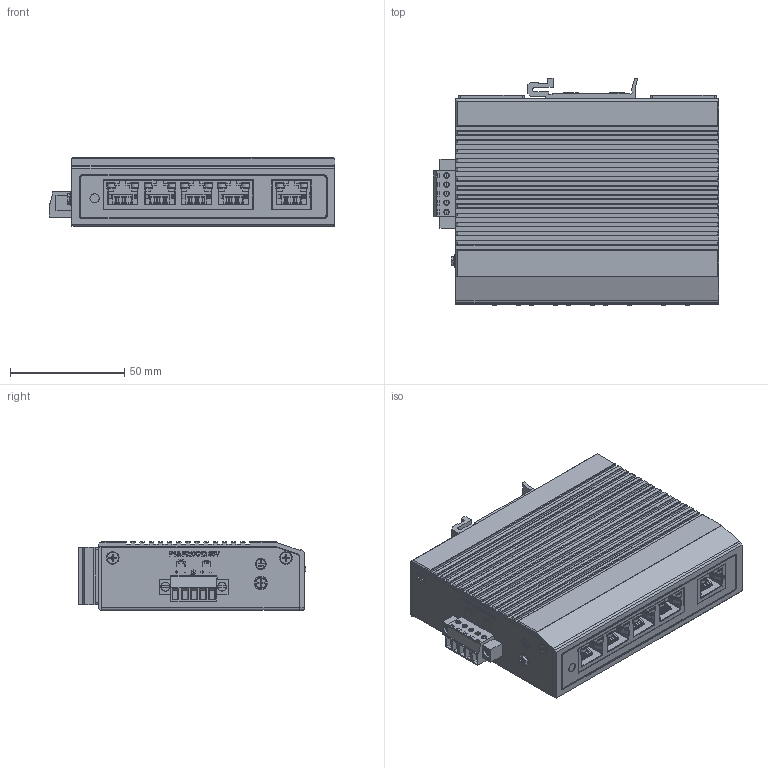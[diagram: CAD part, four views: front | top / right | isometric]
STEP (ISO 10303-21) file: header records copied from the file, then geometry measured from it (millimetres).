
FILE_DESCRIPTION((''),'2;1');
FILE_NAME('5K-2_ASM','2023-05-07T',('Administrator'),(''),'PRO/ENGINEER BY PARAMETRIC TECHNOLOGY CORPORATION, 2011310','PRO/ENGINEER BY PARAMETRIC TECHNOLOGY CORPORATION, 2011310','');
FILE_SCHEMA(('CONFIG_CONTROL_DESIGN'));
Products named in the file (38): PRT0164; PRT0165; PRT0166; PRT0167; PRT0168; PRT0169; PRT0170; PRT0171; PRT0172; PRT0173; PRT0174; PRT0175; PRT0176; PRT0177; PRT0178; PRT0179; PRT0180; PRT0181; PRT0182; PRT0183; PRT0184; PRT0185; PRT0186; PRT0187; PRT0188; PRT0189; PRT0190; PRT0191; PRT0192; PRT0193; PRT0194; PRT0195; PRT0196; PRT0197; PRT0198; PRT0199; PRT0200; 5K-2_ASM
Assembly tree (37 placements, depth 2):
  5K-2_ASM
    PRT0164
    PRT0165
    PRT0166
    PRT0167
    PRT0168
    PRT0169
    PRT0170
    PRT0171
    PRT0172
    PRT0173
    PRT0174
    PRT0175
    PRT0176
    PRT0177
    PRT0178
    PRT0179
    PRT0180
    PRT0181
    PRT0182
    PRT0183
    PRT0184
    PRT0185
    PRT0186
    PRT0187
    PRT0188
    PRT0189
    PRT0190
    PRT0191
    PRT0192
    PRT0193
    PRT0194
    PRT0195
    PRT0196
    PRT0197
    PRT0198
    PRT0199
    PRT0200
Bounding box: 125.09 x 99.58 x 30 mm (x, y, z)
Volume: 77991.8 mm3; surface area: 91427 mm2
Topology: 37 solids, 37 shells, 2355 faces, 6486 edges, 4335 vertices
Faces by surface type: plane 1815, cylinder 368, cone 82, torus 48, bspline 40, extrusion 2
Entity records: 76993 total; most frequent: CARTESIAN_POINT 15679, ORIENTED_EDGE 12972, DIRECTION 12000, EDGE_CURVE 6486, VECTOR 5088, LINE 5086, VERTEX_POINT 4335, AXIS2_PLACEMENT_3D 3456
